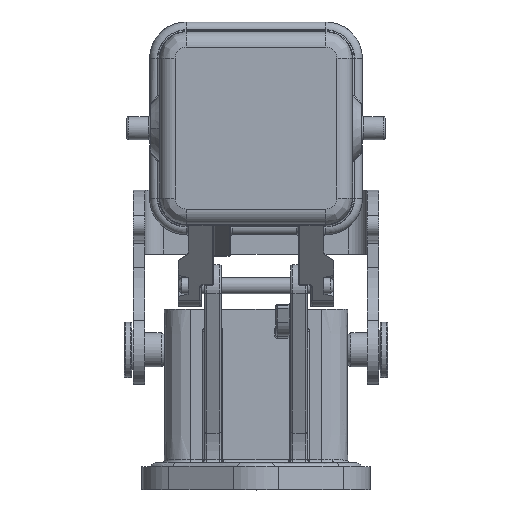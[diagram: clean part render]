
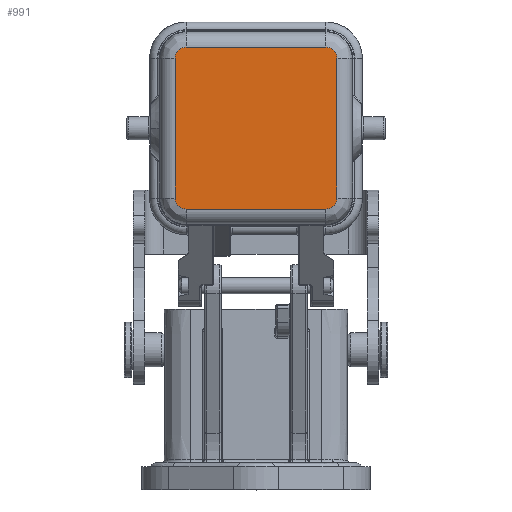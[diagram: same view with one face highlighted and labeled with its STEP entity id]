
A CAD part, top view. The second image highlights one B-rep face of the part: STEP entity #991.
In plain terms, the highlighted planar face has unit normal (0, 0, 1).
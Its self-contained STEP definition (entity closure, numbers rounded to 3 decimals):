
#991=ADVANCED_FACE('',(#1698),#1537,.T.);
#1537=PLANE('',#9110);
#1698=FACE_OUTER_BOUND('',#2193,.T.);
#2193=EDGE_LOOP('',(#3423,#3424,#3425,#3426,#3427,#3428,#3429,#3430));
#2833=CIRCLE('',#9106,1.429);
#2834=CIRCLE('',#9107,1.429);
#2835=CIRCLE('',#9108,1.429);
#2836=CIRCLE('',#9109,1.429);
#3423=ORIENTED_EDGE('',*,*,#6823,.F.);
#3424=ORIENTED_EDGE('',*,*,#6824,.F.);
#3425=ORIENTED_EDGE('',*,*,#6825,.F.);
#3426=ORIENTED_EDGE('',*,*,#6826,.F.);
#3427=ORIENTED_EDGE('',*,*,#6819,.F.);
#3428=ORIENTED_EDGE('',*,*,#6827,.F.);
#3429=ORIENTED_EDGE('',*,*,#6828,.F.);
#3430=ORIENTED_EDGE('',*,*,#6829,.F.);
#5989=VERTEX_POINT('',#12687);
#5990=VERTEX_POINT('',#12688);
#5993=VERTEX_POINT('',#12696);
#5994=VERTEX_POINT('',#12697);
#5995=VERTEX_POINT('',#12699);
#5996=VERTEX_POINT('',#12701);
#5997=VERTEX_POINT('',#12704);
#5998=VERTEX_POINT('',#12706);
#6819=EDGE_CURVE('',#5989,#5990,#8069,.T.);
#6823=EDGE_CURVE('',#5993,#5994,#8071,.T.);
#6824=EDGE_CURVE('',#5995,#5993,#2833,.T.);
#6825=EDGE_CURVE('',#5996,#5995,#8072,.T.);
#6826=EDGE_CURVE('',#5990,#5996,#2834,.T.);
#6827=EDGE_CURVE('',#5997,#5989,#2835,.T.);
#6828=EDGE_CURVE('',#5998,#5997,#8073,.T.);
#6829=EDGE_CURVE('',#5994,#5998,#2836,.T.);
#8069=LINE('',#12686,#8590);
#8071=LINE('',#12695,#8592);
#8072=LINE('',#12700,#8593);
#8073=LINE('',#12705,#8594);
#8590=VECTOR('',#10191,1.);
#8592=VECTOR('',#10199,1.);
#8593=VECTOR('',#10202,1.);
#8594=VECTOR('',#10207,1.);
#9106=AXIS2_PLACEMENT_3D('',#12698,#10200,#10201);
#9107=AXIS2_PLACEMENT_3D('',#12702,#10203,#10204);
#9108=AXIS2_PLACEMENT_3D('',#12703,#10205,#10206);
#9109=AXIS2_PLACEMENT_3D('',#12707,#10208,#10209);
#9110=AXIS2_PLACEMENT_3D('',#12708,#10210,#10211);
#10191=DIRECTION('',(1.,0.,0.));
#10199=DIRECTION('',(-1.,0.,0.));
#10200=DIRECTION('',(0.,0.,-1.));
#10201=DIRECTION('',(0.,1.,0.));
#10202=DIRECTION('',(0.,-1.,0.));
#10203=DIRECTION('',(0.,0.,-1.));
#10204=DIRECTION('',(0.,1.,0.));
#10205=DIRECTION('',(0.,0.,-1.));
#10206=DIRECTION('',(0.,1.,0.));
#10207=DIRECTION('',(0.,1.,0.));
#10208=DIRECTION('',(0.,0.,-1.));
#10209=DIRECTION('',(0.,1.,0.));
#10210=DIRECTION('',(0.,0.,1.));
#10211=DIRECTION('',(0.,1.,0.));
#12686=CARTESIAN_POINT('',(9.16,56.229,115.4));
#12687=CARTESIAN_POINT('',(-9.1,56.229,115.4));
#12688=CARTESIAN_POINT('',(9.1,56.229,115.4));
#12695=CARTESIAN_POINT('',(-9.16,35.171,115.4));
#12696=CARTESIAN_POINT('',(9.1,35.171,115.4));
#12697=CARTESIAN_POINT('',(-9.1,35.171,115.4));
#12698=CARTESIAN_POINT('',(9.1,36.6,115.4));
#12699=CARTESIAN_POINT('',(10.529,36.6,115.4));
#12700=CARTESIAN_POINT('',(10.529,36.54,115.4));
#12701=CARTESIAN_POINT('',(10.529,54.8,115.4));
#12702=CARTESIAN_POINT('',(9.1,54.8,115.4));
#12703=CARTESIAN_POINT('',(-9.1,54.8,115.4));
#12704=CARTESIAN_POINT('',(-10.529,54.8,115.4));
#12705=CARTESIAN_POINT('',(-10.529,54.86,115.4));
#12706=CARTESIAN_POINT('',(-10.529,36.6,115.4));
#12707=CARTESIAN_POINT('',(-9.1,36.6,115.4));
#12708=CARTESIAN_POINT('',(0.,45.7,115.4));
